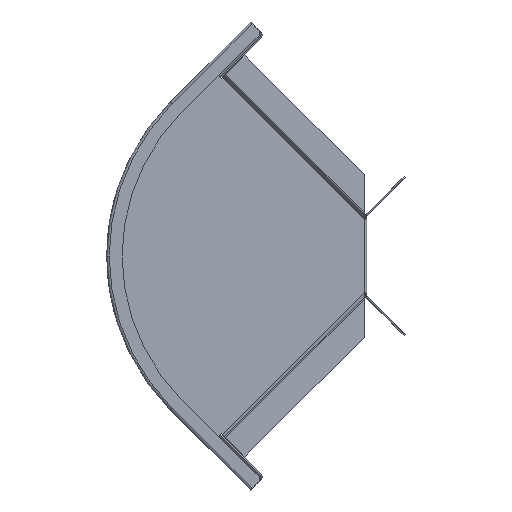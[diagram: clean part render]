
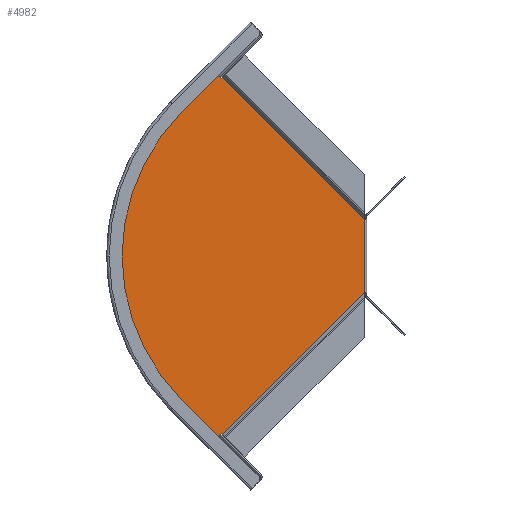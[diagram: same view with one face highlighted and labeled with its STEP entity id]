
A CAD part, front view. The second image highlights one B-rep face of the part: STEP entity #4982.
In plain terms, the highlighted face is planar.
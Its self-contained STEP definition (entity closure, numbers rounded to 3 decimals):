
#4439=DIRECTION('',(-0.924,-0.383,0.));
#4440=VECTOR('',#4439,183.121);
#4441=CARTESIAN_POINT('',(110.554,42.564,
0.));
#4442=LINE('',#4441,#4440);
#4446=CARTESIAN_POINT('',(-58.628,-27.514,
0.));
#4452=DIRECTION('',(0.383,-0.924,0.));
#4453=VECTOR('',#4452,0.857);
#4454=CARTESIAN_POINT('',(110.226,43.356,0.));
#4455=LINE('',#4454,#4453);
#4456=DIRECTION('',(-0.924,-0.383,0.));
#4457=VECTOR('',#4456,13.993);
#4458=CARTESIAN_POINT('',(123.153,48.711,0.));
#4459=LINE('',#4458,#4457);
#4460=CARTESIAN_POINT('',(122.771,49.635,0.));
#4461=DIRECTION('',(0.,0.,-1.));
#4462=DIRECTION('',(0.924,0.383,0.));
#4463=AXIS2_PLACEMENT_3D('',#4460,#4461,#4462);
#4465=DIRECTION('',(0.383,-0.924,0.));
#4466=VECTOR('',#4465,47.);
#4467=CARTESIAN_POINT('',(105.708,93.44,0.));
#4468=LINE('',#4467,#4466);
#4469=CARTESIAN_POINT('',(-75.372,18.434,0.));
#4470=DIRECTION('',(0.,0.,-1.));
#4471=DIRECTION('',(-0.383,0.924,0.));
#4472=AXIS2_PLACEMENT_3D('',#4469,#4470,#4471);
#4474=DIRECTION('',(0.924,0.383,0.));
#4475=VECTOR('',#4474,47.);
#4476=CARTESIAN_POINT('',(-193.8,181.528,0.));
#4477=LINE('',#4476,#4475);
#4478=CARTESIAN_POINT('',(-193.418,180.604,0.));
#4479=DIRECTION('',(0.,0.,-1.));
#4480=DIRECTION('',(-0.924,-0.383,0.));
#4481=AXIS2_PLACEMENT_3D('',#4478,#4479,#4480);
#4483=DIRECTION('',(-0.383,0.924,0.));
#4484=VECTOR('',#4483,13.979);
#4485=CARTESIAN_POINT('',(-188.992,167.307,
0.));
#4486=LINE('',#4485,#4484);
#4487=DIRECTION('',(-0.924,0.383,0.));
#4488=VECTOR('',#4487,66.125);
#4489=CARTESIAN_POINT('',(-58.628,-27.514,
0.));
#4490=LINE('',#4489,#4488);
#4545=DIRECTION('',(-0.924,-0.383,0.));
#4546=VECTOR('',#4545,0.872);
#4547=CARTESIAN_POINT('',(-188.992,167.307,
0.));
#4548=LINE('',#4547,#4546);
#4632=DIRECTION('',(-0.383,0.924,0.));
#4633=VECTOR('',#4632,183.121);
#4634=CARTESIAN_POINT('',(-119.72,-2.209,
0.));
#4635=LINE('',#4634,#4633);
#4661=CARTESIAN_POINT('',(-194.341,180.222,0.));
#4663=VERTEX_POINT('',#4661);
#4665=CARTESIAN_POINT('',(-193.8,181.528,0.));
#4666=VERTEX_POINT('',#4665);
#4686=CARTESIAN_POINT('',(110.554,42.564,
0.));
#4688=VERTEX_POINT('',#4686);
#4689=CARTESIAN_POINT('',(123.695,50.018,0.));
#4691=VERTEX_POINT('',#4689);
#4693=CARTESIAN_POINT('',(123.153,48.711,0.));
#4694=VERTEX_POINT('',#4693);
#4698=VERTEX_POINT('',#4446);
#4699=CARTESIAN_POINT('',(110.226,43.356,0.));
#4700=VERTEX_POINT('',#4699);
#4701=CARTESIAN_POINT('',(105.708,93.44,0.));
#4702=VERTEX_POINT('',#4701);
#4703=CARTESIAN_POINT('',(-150.378,199.514,0.));
#4704=VERTEX_POINT('',#4703);
#4705=CARTESIAN_POINT('',(-188.992,167.307,
0.));
#4706=VERTEX_POINT('',#4705);
#4707=CARTESIAN_POINT('',(-189.797,166.973,
0.));
#4708=VERTEX_POINT('',#4707);
#4709=CARTESIAN_POINT('',(-119.72,-2.209,
0.));
#4710=VERTEX_POINT('',#4709);
#4954=CARTESIAN_POINT('',(-58.628,-27.514,0.));
#4955=DIRECTION('',(0.,0.,-1.));
#4956=DIRECTION('',(0.924,0.383,0.));
#4957=AXIS2_PLACEMENT_3D('',#4954,#4955,#4956);
#4958=PLANE('',#4957);
#4959=ORIENTED_EDGE('',*,*,#4945,.F.);
#4960=ORIENTED_EDGE('',*,*,#4886,.F.);
#4962=ORIENTED_EDGE('',*,*,#4961,.F.);
#4964=ORIENTED_EDGE('',*,*,#4963,.F.);
#4965=ORIENTED_EDGE('',*,*,#4772,.F.);
#4967=ORIENTED_EDGE('',*,*,#4966,.F.);
#4969=ORIENTED_EDGE('',*,*,#4968,.F.);
#4971=ORIENTED_EDGE('',*,*,#4970,.F.);
#4973=ORIENTED_EDGE('',*,*,#4972,.F.);
#4975=ORIENTED_EDGE('',*,*,#4974,.T.);
#4977=ORIENTED_EDGE('',*,*,#4976,.F.);
#4979=ORIENTED_EDGE('',*,*,#4978,.F.);
#4980=EDGE_LOOP('',(#4959,#4960,#4962,#4964,#4965,#4967,#4969,#4971,#4973,#4975,
#4977,#4979));
#4981=FACE_OUTER_BOUND('',#4980,.F.);
#4982=ADVANCED_FACE('',(#4981),#4958,.T.);
#4464=CIRCLE('',#4463,1.);
#4473=CIRCLE('',#4472,196.);
#4482=CIRCLE('',#4481,1.);
#4772=EDGE_CURVE('',#4702,#4691,#4468,.T.);
#4886=EDGE_CURVE('',#4700,#4688,#4455,.T.);
#4945=EDGE_CURVE('',#4688,#4698,#4442,.T.);
#4961=EDGE_CURVE('',#4694,#4700,#4459,.T.);
#4963=EDGE_CURVE('',#4691,#4694,#4464,.T.);
#4966=EDGE_CURVE('',#4704,#4702,#4473,.T.);
#4968=EDGE_CURVE('',#4666,#4704,#4477,.T.);
#4970=EDGE_CURVE('',#4663,#4666,#4482,.T.);
#4972=EDGE_CURVE('',#4706,#4663,#4486,.T.);
#4974=EDGE_CURVE('',#4706,#4708,#4548,.T.);
#4976=EDGE_CURVE('',#4710,#4708,#4635,.T.);
#4978=EDGE_CURVE('',#4698,#4710,#4490,.T.);
